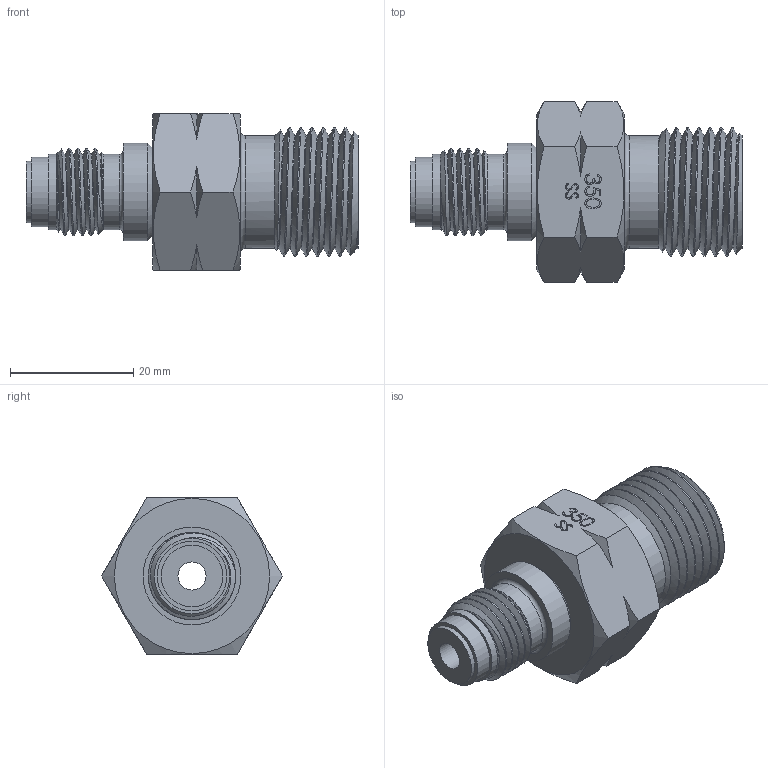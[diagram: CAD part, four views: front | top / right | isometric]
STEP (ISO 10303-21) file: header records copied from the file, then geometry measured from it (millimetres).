
FILE_DESCRIPTION (( 'STEP AP214' ), '1' );
FILE_NAME ('AD-350MSS-4MFS.STEP', '2018-12-20T18:04:11', ( 'Accounteks' ), ( '' ), 'SwSTEP 2.0', 'SolidWorks 2018', '' );
FILE_SCHEMA (( 'AUTOMOTIVE_DESIGN' ));
Length unit declared in the file: inch
Products named in the file (6): AD-350MSS-4MFS; PRT-000880; PRT-001202
Assembly tree (4 placements, depth 2):
  AD-350MSS-4MFS
    PRT-000880
    PRT-001202
  AD-350MSS-4MFS
    PRT-000880
    PRT-001202
Bounding box: 53.82 x 29.33 x 25.4 mm (x, y, z)
Volume: 13593.4 mm3; surface area: 7548 mm2
Topology: 2 solids, 2 shells, 72 faces, 241 edges, 186 vertices
Faces by surface type: cone 25, plane 21, cylinder 15, bspline 8, torus 3
Full cylindrical faces by diameter (mm): 4.547 x1, 4.75 x1, 7.137 x1, 9.978 x1, 10.716 x1, 11.29 x1, 12.23 x2, 12.827 x1, 15.875 x1, 18.288 x1
Entity records: 10301 total; most frequent: CARTESIAN_POINT 8414, ORIENTED_EDGE 394, DIRECTION 262, EDGE_CURVE 197, VERTEX_POINT 166, B_SPLINE_CURVE_WITH_KNOTS 118, AXIS2_PLACEMENT_3D 117, EDGE_LOOP 111
